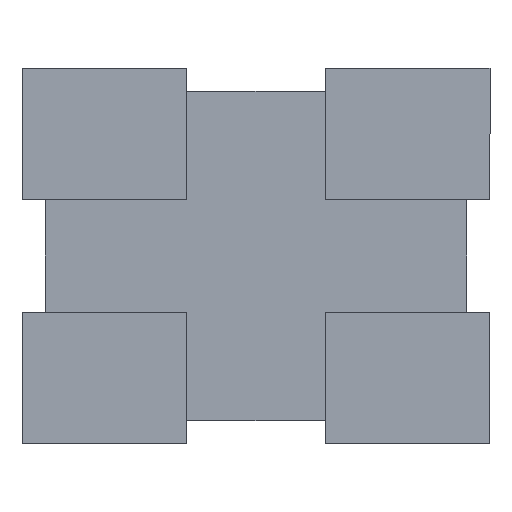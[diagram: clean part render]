
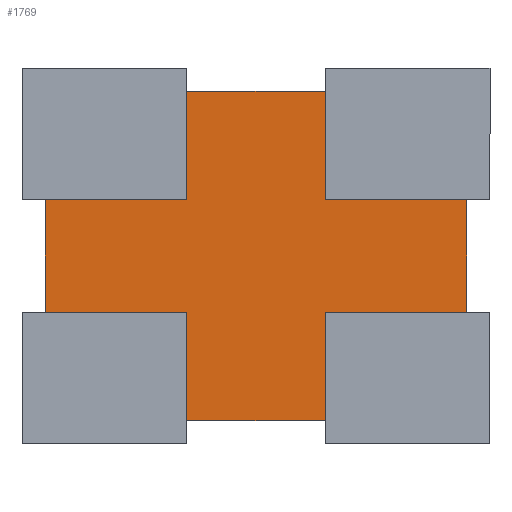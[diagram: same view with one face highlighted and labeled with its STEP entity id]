
A CAD part, front view. The second image highlights one B-rep face of the part: STEP entity #1769.
In plain terms, the highlighted planar face has unit normal (0, -1, 0).
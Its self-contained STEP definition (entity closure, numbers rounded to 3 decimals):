
#75 = EDGE_CURVE ( 'NONE', #1467, #1666, #1172, .T. ) ;
#82 = EDGE_CURVE ( 'NONE', #1666, #1181, #1430, .T. ) ;
#117 = DIRECTION ( 'NONE',  ( 1., 0., 0. ) ) ;
#134 = EDGE_LOOP ( 'NONE', ( #277, #1907, #1433, #1057, #1787, #464, #278, #1121, #223, #956, #397, #910 ) ) ;
#170 = CARTESIAN_POINT ( 'NONE',  ( -1.6, 0., 0.425 ) ) ;
#194 = VERTEX_POINT ( 'NONE', #1194 ) ;
#221 = VERTEX_POINT ( 'NONE', #450 ) ;
#223 = ORIENTED_EDGE ( 'NONE', *, *, #1236, .F. ) ;
#227 = DIRECTION ( 'NONE',  ( 1., 0., 0. ) ) ;
#236 = CARTESIAN_POINT ( 'NONE',  ( 0.525, 0., -0.425 ) ) ;
#277 = ORIENTED_EDGE ( 'NONE', *, *, #722, .T. ) ;
#278 = ORIENTED_EDGE ( 'NONE', *, *, #638, .T. ) ;
#286 = CARTESIAN_POINT ( 'NONE',  ( -0.525, 0., 1.25 ) ) ;
#326 = LINE ( 'NONE', #1240, #590 ) ;
#327 = LINE ( 'NONE', #899, #2015 ) ;
#337 = VERTEX_POINT ( 'NONE', #1713 ) ;
#345 = VECTOR ( 'NONE', #1827, 1000. ) ;
#347 = VECTOR ( 'NONE', #1081, 1000. ) ;
#362 = VERTEX_POINT ( 'NONE', #170 ) ;
#397 = ORIENTED_EDGE ( 'NONE', *, *, #82, .T. ) ;
#435 = PLANE ( 'NONE',  #1341 ) ;
#445 = CARTESIAN_POINT ( 'NONE',  ( -1.6, 0., 1.25 ) ) ;
#450 = CARTESIAN_POINT ( 'NONE',  ( -0.525, 0., 0.425 ) ) ;
#464 = ORIENTED_EDGE ( 'NONE', *, *, #1714, .F. ) ;
#521 = LINE ( 'NONE', #1234, #1045 ) ;
#527 = CARTESIAN_POINT ( 'NONE',  ( 1.6, 0., -1.125 ) ) ;
#590 = VECTOR ( 'NONE', #623, 1000. ) ;
#623 = DIRECTION ( 'NONE',  ( 0., 0., 1. ) ) ;
#638 = EDGE_CURVE ( 'NONE', #1705, #676, #819, .T. ) ;
#676 = VERTEX_POINT ( 'NONE', #1602 ) ;
#690 = CARTESIAN_POINT ( 'NONE',  ( -0.525, 0., -1.425 ) ) ;
#692 = VECTOR ( 'NONE', #117, 1000. ) ;
#710 = LINE ( 'NONE', #904, #345 ) ;
#714 = EDGE_CURVE ( 'NONE', #676, #1346, #789, .T. ) ;
#722 = EDGE_CURVE ( 'NONE', #194, #1669, #1021, .T. ) ;
#751 = CARTESIAN_POINT ( 'NONE',  ( -1.775, 0., 0.425 ) ) ;
#757 = FACE_OUTER_BOUND ( 'NONE', #134, .T. ) ;
#761 = LINE ( 'NONE', #751, #347 ) ;
#789 = LINE ( 'NONE', #690, #1678 ) ;
#819 = LINE ( 'NONE', #1924, #1882 ) ;
#868 = DIRECTION ( 'NONE',  ( 0., 0., -1. ) ) ;
#889 = DIRECTION ( 'NONE',  ( 0., 1., 0. ) ) ;
#899 = CARTESIAN_POINT ( 'NONE',  ( -1.475, 0., 1.25 ) ) ;
#904 = CARTESIAN_POINT ( 'NONE',  ( -1.6, 0., -1.125 ) ) ;
#910 = ORIENTED_EDGE ( 'NONE', *, *, #1612, .F. ) ;
#956 = ORIENTED_EDGE ( 'NONE', *, *, #75, .T. ) ;
#969 = CARTESIAN_POINT ( 'NONE',  ( 0.525, 0., -1.25 ) ) ;
#1020 = CARTESIAN_POINT ( 'NONE',  ( -1.6, 0., -0.425 ) ) ;
#1021 = LINE ( 'NONE', #1171, #1403 ) ;
#1043 = VECTOR ( 'NONE', #868, 1000. ) ;
#1045 = VECTOR ( 'NONE', #1244, 1000. ) ;
#1057 = ORIENTED_EDGE ( 'NONE', *, *, #1215, .T. ) ;
#1066 = VECTOR ( 'NONE', #1398, 1000. ) ;
#1081 = DIRECTION ( 'NONE',  ( -1., 0., 0. ) ) ;
#1087 = LINE ( 'NONE', #1703, #1066 ) ;
#1121 = ORIENTED_EDGE ( 'NONE', *, *, #714, .T. ) ;
#1142 = CARTESIAN_POINT ( 'NONE',  ( -0.525, 0., -1.25 ) ) ;
#1171 = CARTESIAN_POINT ( 'NONE',  ( -1.6, 0., 0.425 ) ) ;
#1172 = LINE ( 'NONE', #1348, #1897 ) ;
#1181 = VERTEX_POINT ( 'NONE', #1987 ) ;
#1183 = EDGE_CURVE ( 'NONE', #1733, #337, #327, .T. ) ;
#1194 = CARTESIAN_POINT ( 'NONE',  ( 1.6, 0., 0.425 ) ) ;
#1210 = DIRECTION ( 'NONE',  ( 0., 0., 1. ) ) ;
#1215 = EDGE_CURVE ( 'NONE', #1733, #221, #521, .T. ) ;
#1234 = CARTESIAN_POINT ( 'NONE',  ( -0.525, 0., 1.25 ) ) ;
#1236 = EDGE_CURVE ( 'NONE', #1467, #1346, #1087, .T. ) ;
#1240 = CARTESIAN_POINT ( 'NONE',  ( 0.525, 0., 0.425 ) ) ;
#1244 = DIRECTION ( 'NONE',  ( 0., 0., -1. ) ) ;
#1246 = EDGE_CURVE ( 'NONE', #221, #362, #761, .T. ) ;
#1341 = AXIS2_PLACEMENT_3D ( 'NONE', #445, #889, #1210 ) ;
#1346 = VERTEX_POINT ( 'NONE', #1142 ) ;
#1348 = CARTESIAN_POINT ( 'NONE',  ( 0.525, 0., 1.25 ) ) ;
#1354 = DIRECTION ( 'NONE',  ( 0., 0., 1. ) ) ;
#1398 = DIRECTION ( 'NONE',  ( -1., 0., 0. ) ) ;
#1403 = VECTOR ( 'NONE', #1791, 1000. ) ;
#1430 = LINE ( 'NONE', #1654, #692 ) ;
#1433 = ORIENTED_EDGE ( 'NONE', *, *, #1183, .F. ) ;
#1467 = VERTEX_POINT ( 'NONE', #969 ) ;
#1502 = CARTESIAN_POINT ( 'NONE',  ( 0.525, 0., 0.425 ) ) ;
#1527 = DIRECTION ( 'NONE',  ( 1., 0., 0. ) ) ;
#1602 = CARTESIAN_POINT ( 'NONE',  ( -0.525, 0., -0.425 ) ) ;
#1612 = EDGE_CURVE ( 'NONE', #194, #1181, #1812, .T. ) ;
#1654 = CARTESIAN_POINT ( 'NONE',  ( 0.525, 0., -0.425 ) ) ;
#1666 = VERTEX_POINT ( 'NONE', #236 ) ;
#1669 = VERTEX_POINT ( 'NONE', #1502 ) ;
#1678 = VECTOR ( 'NONE', #1782, 1000. ) ;
#1703 = CARTESIAN_POINT ( 'NONE',  ( -1.475, 0., -1.25 ) ) ;
#1705 = VERTEX_POINT ( 'NONE', #1020 ) ;
#1713 = CARTESIAN_POINT ( 'NONE',  ( 0.525, 0., 1.25 ) ) ;
#1714 = EDGE_CURVE ( 'NONE', #1705, #362, #710, .T. ) ;
#1733 = VERTEX_POINT ( 'NONE', #286 ) ;
#1769 = ADVANCED_FACE ( 'NONE', ( #757 ), #435, .F. ) ;
#1782 = DIRECTION ( 'NONE',  ( 0., 0., -1. ) ) ;
#1787 = ORIENTED_EDGE ( 'NONE', *, *, #1246, .T. ) ;
#1791 = DIRECTION ( 'NONE',  ( -1., 0., 0. ) ) ;
#1812 = LINE ( 'NONE', #527, #1043 ) ;
#1816 = EDGE_CURVE ( 'NONE', #1669, #337, #326, .T. ) ;
#1827 = DIRECTION ( 'NONE',  ( 0., 0., 1. ) ) ;
#1882 = VECTOR ( 'NONE', #227, 1000. ) ;
#1897 = VECTOR ( 'NONE', #1354, 1000. ) ;
#1907 = ORIENTED_EDGE ( 'NONE', *, *, #1816, .T. ) ;
#1924 = CARTESIAN_POINT ( 'NONE',  ( -1.775, 0., -0.425 ) ) ;
#1987 = CARTESIAN_POINT ( 'NONE',  ( 1.6, 0., -0.425 ) ) ;
#2015 = VECTOR ( 'NONE', #1527, 1000. ) ;
